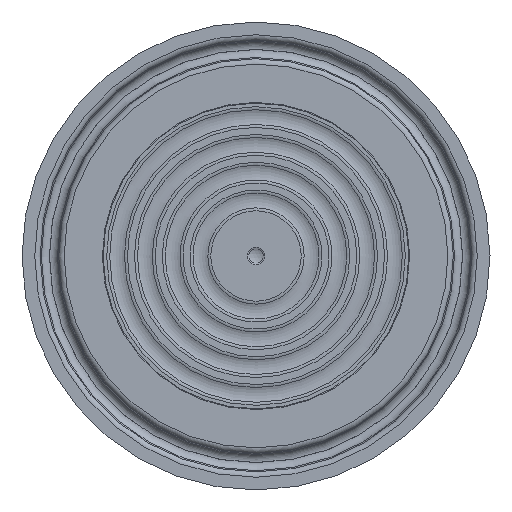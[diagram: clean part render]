
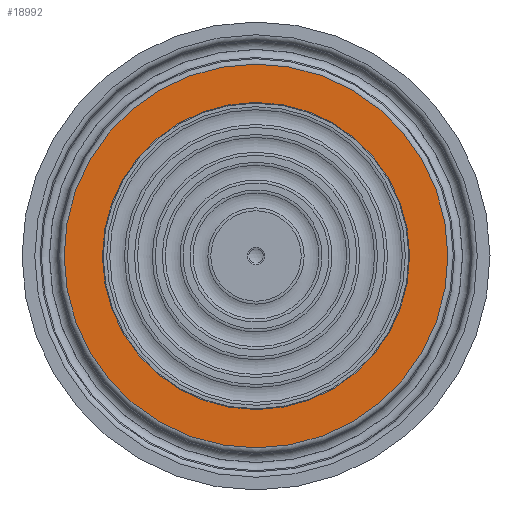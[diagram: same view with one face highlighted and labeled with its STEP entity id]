
A CAD part, left-side view. The second image highlights one B-rep face of the part: STEP entity #18992.
In plain terms, the highlighted planar face has unit normal (-1, 0, 0).
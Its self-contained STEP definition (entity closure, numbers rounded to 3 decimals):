
#286=FACE_BOUND('',#3264,.T.);
#1060=PLANE('',#20064);
#2141=FACE_OUTER_BOUND('',#3263,.T.);
#3263=EDGE_LOOP('',(#17631));
#3264=EDGE_LOOP('',(#17632));
#3725=CIRCLE('',#20061,21.);
#3727=CIRCLE('',#20065,26.242);
#9068=VERTEX_POINT('',#59857);
#9070=VERTEX_POINT('',#59864);
#11933=EDGE_CURVE('',#9068,#9068,#3725,.T.);
#11936=EDGE_CURVE('',#9070,#9070,#3727,.T.);
#17631=ORIENTED_EDGE('',*,*,#11936,.F.);
#17632=ORIENTED_EDGE('',*,*,#11933,.T.);
#18992=ADVANCED_FACE('',(#2141,#286),#1060,.T.);
#20061=AXIS2_PLACEMENT_3D('',#59858,#23070,#23071);
#20064=AXIS2_PLACEMENT_3D('',#59863,#23077,#23078);
#20065=AXIS2_PLACEMENT_3D('',#59865,#23079,#23080);
#23070=DIRECTION('center_axis',(1.,0.,0.));
#23071=DIRECTION('ref_axis',(0.,1.,0.));
#23077=DIRECTION('center_axis',(-1.,0.,0.));
#23078=DIRECTION('ref_axis',(0.,0.,1.));
#23079=DIRECTION('center_axis',(1.,0.,0.));
#23080=DIRECTION('ref_axis',(0.,0.,-1.));
#59857=CARTESIAN_POINT('',(0.,-21.,0.));
#59858=CARTESIAN_POINT('Origin',(0.,0.,
0.));
#59863=CARTESIAN_POINT('Origin',(0.,26.242,
0.));
#59864=CARTESIAN_POINT('',(0.,0.,
26.242));
#59865=CARTESIAN_POINT('Origin',(0.,0.,
0.));
